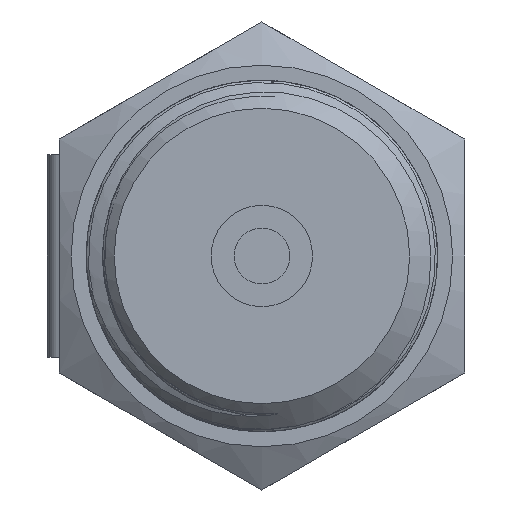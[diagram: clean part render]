
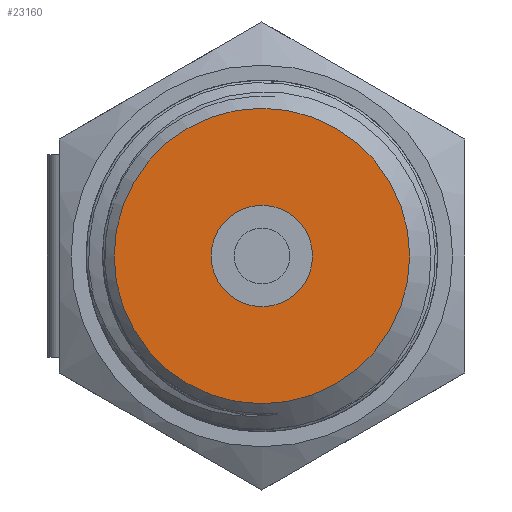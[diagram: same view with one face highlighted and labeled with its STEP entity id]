
A CAD part, left-side view. The second image highlights one B-rep face of the part: STEP entity #23160.
In plain terms, the highlighted planar face has unit normal (-1, 0, 0).
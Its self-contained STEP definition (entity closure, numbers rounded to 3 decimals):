
#560=FACE_BOUND('',#2957,.T.);
#660=PLANE('',#24374);
#1604=FACE_OUTER_BOUND('',#2956,.T.);
#2956=EDGE_LOOP('',(#17070));
#2957=EDGE_LOOP('',(#17071));
#4112=CIRCLE('',#24373,3.);
#4113=CIRCLE('',#24375,8.75);
#10160=VERTEX_POINT('',#41828);
#10161=VERTEX_POINT('',#41832);
#12737=EDGE_CURVE('',#10160,#10160,#4112,.T.);
#12739=EDGE_CURVE('',#10161,#10161,#4113,.T.);
#17070=ORIENTED_EDGE('',*,*,#12739,.F.);
#17071=ORIENTED_EDGE('',*,*,#12737,.T.);
#23160=ADVANCED_FACE('',(#1604,#560),#660,.T.);
#24373=AXIS2_PLACEMENT_3D('',#41829,#26551,#26552);
#24374=AXIS2_PLACEMENT_3D('',#41831,#26554,#26555);
#24375=AXIS2_PLACEMENT_3D('',#41833,#26556,#26557);
#26551=DIRECTION('center_axis',(1.,0.,0.));
#26552=DIRECTION('ref_axis',(0.,0.,-1.));
#26554=DIRECTION('center_axis',(-1.,0.,0.));
#26555=DIRECTION('ref_axis',(0.,0.,1.));
#26556=DIRECTION('center_axis',(1.,0.,0.));
#26557=DIRECTION('ref_axis',(0.,0.,-1.));
#41828=CARTESIAN_POINT('',(3.,-3.,0.));
#41829=CARTESIAN_POINT('Origin',(3.,0.,0.));
#41831=CARTESIAN_POINT('Origin',(3.,8.75,0.));
#41832=CARTESIAN_POINT('',(3.,-8.75,0.));
#41833=CARTESIAN_POINT('Origin',(3.,0.,0.));
